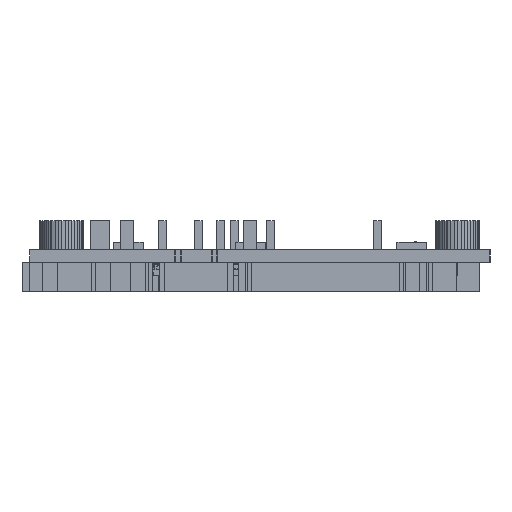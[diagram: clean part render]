
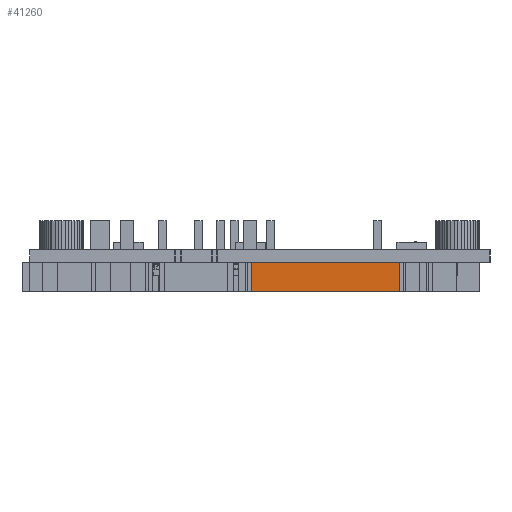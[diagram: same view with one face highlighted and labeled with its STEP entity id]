
A CAD part, front view. The second image highlights one B-rep face of the part: STEP entity #41260.
In plain terms, the highlighted planar face has unit normal (0, -1, 0).
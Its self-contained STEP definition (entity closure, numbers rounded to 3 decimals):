
#41235 = VERTEX_POINT('',#41236);
#41236 = CARTESIAN_POINT('',(-9.652,-4.445,3.81));
#41242 = EDGE_CURVE('',#41243,#41235,#41245,.T.);
#41243 = VERTEX_POINT('',#41244);
#41244 = CARTESIAN_POINT('',(-9.652,-4.445,0.));
#41245 = LINE('',#41246,#41247);
#41246 = CARTESIAN_POINT('',(-9.652,-4.445,0.));
#41247 = VECTOR('',#41248,1.);
#41248 = DIRECTION('',(0.,0.,1.));
#41260 = ADVANCED_FACE('',(#41261),#41286,.F.);
#41261 = FACE_BOUND('',#41262,.F.);
#41262 = EDGE_LOOP('',(#41263,#41264,#41272,#41280));
#41263 = ORIENTED_EDGE('',*,*,#41242,.T.);
#41264 = ORIENTED_EDGE('',*,*,#41265,.T.);
#41265 = EDGE_CURVE('',#41235,#41266,#41268,.T.);
#41266 = VERTEX_POINT('',#41267);
#41267 = CARTESIAN_POINT('',(9.652,-4.445,3.81));
#41268 = LINE('',#41269,#41270);
#41269 = CARTESIAN_POINT('',(-9.652,-4.445,3.81));
#41270 = VECTOR('',#41271,1.);
#41271 = DIRECTION('',(1.,0.,0.));
#41272 = ORIENTED_EDGE('',*,*,#41273,.F.);
#41273 = EDGE_CURVE('',#41274,#41266,#41276,.T.);
#41274 = VERTEX_POINT('',#41275);
#41275 = CARTESIAN_POINT('',(9.652,-4.445,0.));
#41276 = LINE('',#41277,#41278);
#41277 = CARTESIAN_POINT('',(9.652,-4.445,0.));
#41278 = VECTOR('',#41279,1.);
#41279 = DIRECTION('',(0.,0.,1.));
#41280 = ORIENTED_EDGE('',*,*,#41281,.F.);
#41281 = EDGE_CURVE('',#41243,#41274,#41282,.T.);
#41282 = LINE('',#41283,#41284);
#41283 = CARTESIAN_POINT('',(-9.652,-4.445,0.));
#41284 = VECTOR('',#41285,1.);
#41285 = DIRECTION('',(1.,0.,0.));
#41286 = PLANE('',#41287);
#41287 = AXIS2_PLACEMENT_3D('',#41288,#41289,#41290);
#41288 = CARTESIAN_POINT('',(-9.652,-4.445,0.));
#41289 = DIRECTION('',(0.,1.,0.));
#41290 = DIRECTION('',(1.,0.,0.));
